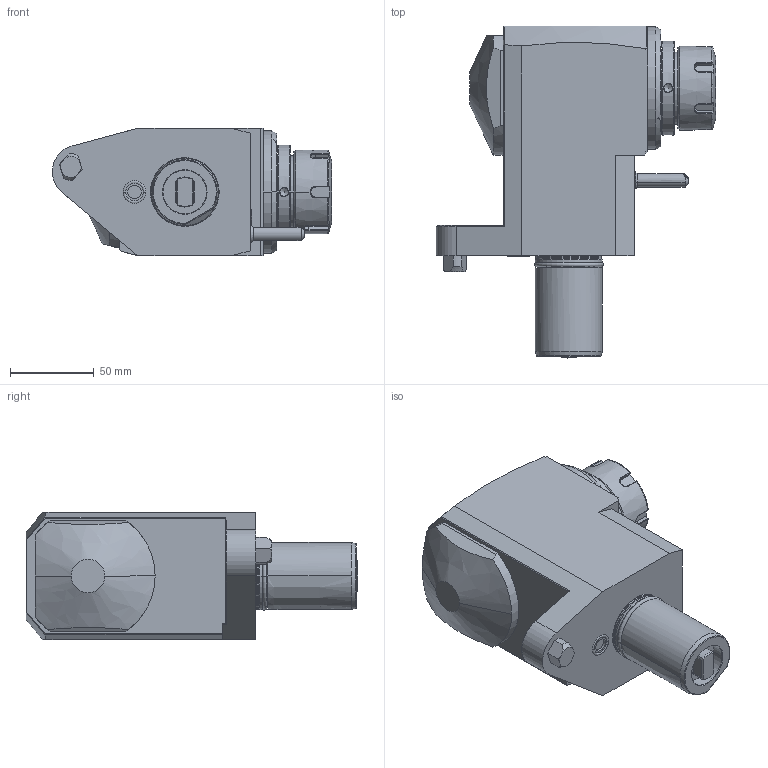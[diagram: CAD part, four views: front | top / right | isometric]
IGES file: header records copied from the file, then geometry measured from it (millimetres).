
Start section:  PTC IGES file: ngt1_40_221_32_1_1_100mz1.igs
Global section: file name: ngt1_40_221_32_1_1_100mz1.igs; native system: Pro/ENGINEER by Parametric Technology Corporation; preprocessor: 2010280; author: vali; organization: Unknown; date: 20200225.102253; units: millimetre
Bounding box: 166.59 x 198 x 76 mm (x, y, z)
Volume: 1089867.2 mm3; surface area: 81949.7 mm2
Topology: 1 solids, 1 shells, 300 faces, 765 edges, 487 vertices
Faces by surface type: bspline 161, revolution 139
